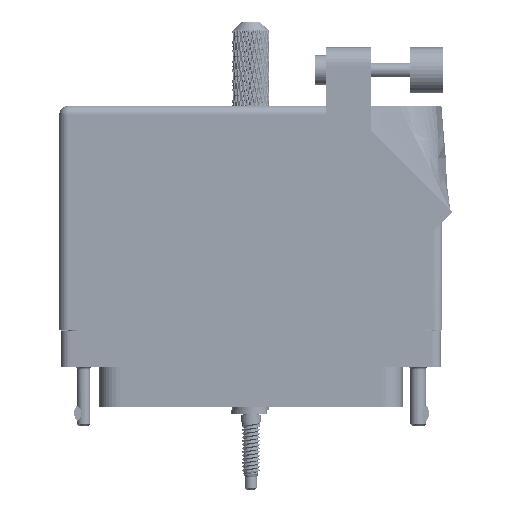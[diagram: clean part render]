
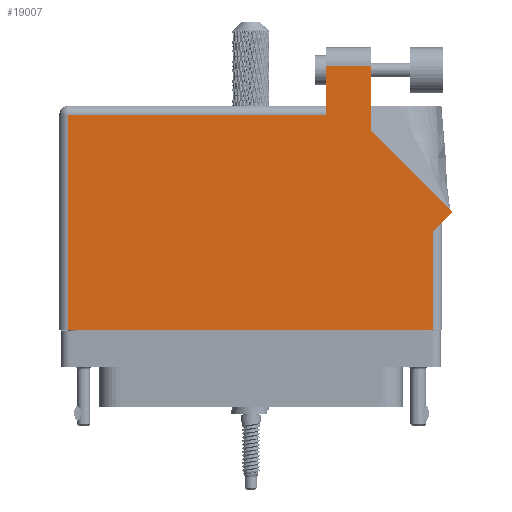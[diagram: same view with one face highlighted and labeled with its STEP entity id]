
A CAD part, front view. The second image highlights one B-rep face of the part: STEP entity #19007.
In plain terms, the highlighted face is planar.
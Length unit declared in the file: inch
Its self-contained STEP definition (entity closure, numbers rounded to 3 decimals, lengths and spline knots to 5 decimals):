
#3814 = LINE ( 'NONE', #70593, #32975 ) ;
#4294 = VECTOR ( 'NONE', #67224, 39.37008 ) ;
#4348 = EDGE_CURVE ( 'NONE', #119110, #101600, #106860, .T. ) ;
#4769 = ORIENTED_EDGE ( 'NONE', *, *, #13431, .T. ) ;
#6275 = CARTESIAN_POINT ( 'NONE',  ( -1.244, -0.1, 0.455 ) ) ;
#6819 = VERTEX_POINT ( 'NONE', #20648 ) ;
#8252 = ORIENTED_EDGE ( 'NONE', *, *, #4348, .T. ) ;
#9816 = ORIENTED_EDGE ( 'NONE', *, *, #29891, .T. ) ;
#12355 = VERTEX_POINT ( 'NONE', #27259 ) ;
#13431 = EDGE_CURVE ( 'NONE', #64897, #119110, #66289, .T. ) ;
#13487 = ORIENTED_EDGE ( 'NONE', *, *, #81907, .T. ) ;
#16844 = FACE_OUTER_BOUND ( 'NONE', #19917, .T. ) ;
#18364 = CARTESIAN_POINT ( 'NONE',  ( -1.244, 1.368, 0.455 ) ) ;
#19007 = ADVANCED_FACE ( 'NONE', ( #16844 ), #36095, .F. ) ;
#19917 = EDGE_LOOP ( 'NONE', ( #9816, #4769, #8252, #58307, #86374, #62945, #120984, #13487, #72083 ) ) ;
#20648 = CARTESIAN_POINT ( 'NONE',  ( 1.244, -0.1, 0.455 ) ) ;
#22245 = VECTOR ( 'NONE', #97676, 39.37008 ) ;
#23434 = VERTEX_POINT ( 'NONE', #106655 ) ;
#23956 = LINE ( 'NONE', #54103, #80737 ) ;
#25220 = DIRECTION ( 'NONE',  ( 0., 1., 0. ) ) ;
#26519 = DIRECTION ( 'NONE',  ( -1., 0., 0. ) ) ;
#27259 = CARTESIAN_POINT ( 'NONE',  ( 0.82, 1.26442, 0.455 ) ) ;
#29891 = EDGE_CURVE ( 'NONE', #12355, #64897, #23956, .T. ) ;
#30072 = VECTOR ( 'NONE', #57923, 39.37008 ) ;
#31585 = CARTESIAN_POINT ( 'NONE',  ( 0.513, 1.368, 0.455 ) ) ;
#31632 = VERTEX_POINT ( 'NONE', #106851 ) ;
#32975 = VECTOR ( 'NONE', #43613, 39.37008 ) ;
#33216 = LINE ( 'NONE', #53745, #76352 ) ;
#36095 = PLANE ( 'NONE',  #50704 ) ;
#39533 = CARTESIAN_POINT ( 'NONE',  ( 1.306, 0.637, 0.455 ) ) ;
#41430 = LINE ( 'NONE', #39533, #88084 ) ;
#43613 = DIRECTION ( 'NONE',  ( -0.707, 0.707, 0. ) ) ;
#47087 = VERTEX_POINT ( 'NONE', #81260 ) ;
#48953 = CARTESIAN_POINT ( 'NONE',  ( -1.306, -0.1, 0.455 ) ) ;
#50704 = AXIS2_PLACEMENT_3D ( 'NONE', #113789, #83605, #63771 ) ;
#53471 = EDGE_CURVE ( 'NONE', #31632, #12355, #3814, .T. ) ;
#53745 = CARTESIAN_POINT ( 'NONE',  ( 1.244, 0.637, 0.455 ) ) ;
#54103 = CARTESIAN_POINT ( 'NONE',  ( 0.82, 1.26442, 0.455 ) ) ;
#57923 = DIRECTION ( 'NONE',  ( -1., 0., 0. ) ) ;
#58307 = ORIENTED_EDGE ( 'NONE', *, *, #99064, .T. ) ;
#59112 = VECTOR ( 'NONE', #26519, 39.37008 ) ;
#62945 = ORIENTED_EDGE ( 'NONE', *, *, #78779, .T. ) ;
#63771 = DIRECTION ( 'NONE',  ( -1., 0., 0. ) ) ;
#64897 = VERTEX_POINT ( 'NONE', #71894 ) ;
#66289 = LINE ( 'NONE', #113188, #59112 ) ;
#67224 = DIRECTION ( 'NONE',  ( 0., -1., 0. ) ) ;
#69697 = DIRECTION ( 'NONE',  ( 0.707, 0.707, 0. ) ) ;
#70593 = CARTESIAN_POINT ( 'NONE',  ( 1.37671, 0.70771, 0.455 ) ) ;
#71894 = CARTESIAN_POINT ( 'NONE',  ( 0.82, 1.705, 0.455 ) ) ;
#72083 = ORIENTED_EDGE ( 'NONE', *, *, #53471, .T. ) ;
#74013 = EDGE_CURVE ( 'NONE', #93354, #23434, #94208, .T. ) ;
#76352 = VECTOR ( 'NONE', #112779, 39.37008 ) ;
#77793 = CARTESIAN_POINT ( 'NONE',  ( -1.306, 1.368, 0.455 ) ) ;
#78779 = EDGE_CURVE ( 'NONE', #23434, #6819, #116958, .T. ) ;
#79202 = CARTESIAN_POINT ( 'NONE',  ( 0.513, 1.705, 0.455 ) ) ;
#80737 = VECTOR ( 'NONE', #25220, 39.37008 ) ;
#81260 = CARTESIAN_POINT ( 'NONE',  ( 1.244, 0.575, 0.455 ) ) ;
#81907 = EDGE_CURVE ( 'NONE', #47087, #31632, #41430, .T. ) ;
#83605 = DIRECTION ( 'NONE',  ( 0., 0., -1. ) ) ;
#86374 = ORIENTED_EDGE ( 'NONE', *, *, #74013, .T. ) ;
#88054 = EDGE_CURVE ( 'NONE', #6819, #47087, #33216, .T. ) ;
#88084 = VECTOR ( 'NONE', #69697, 39.37008 ) ;
#88264 = VECTOR ( 'NONE', #99747, 39.37008 ) ;
#93354 = VERTEX_POINT ( 'NONE', #18364 ) ;
#94208 = LINE ( 'NONE', #6275, #4294 ) ;
#97676 = DIRECTION ( 'NONE',  ( 1., 0., 0. ) ) ;
#99064 = EDGE_CURVE ( 'NONE', #101600, #93354, #107939, .T. ) ;
#99747 = DIRECTION ( 'NONE',  ( 0., -1., 0. ) ) ;
#101600 = VERTEX_POINT ( 'NONE', #31585 ) ;
#106655 = CARTESIAN_POINT ( 'NONE',  ( -1.244, -0.1, 0.455 ) ) ;
#106851 = CARTESIAN_POINT ( 'NONE',  ( 1.37671, 0.70771, 0.455 ) ) ;
#106860 = LINE ( 'NONE', #117756, #88264 ) ;
#107939 = LINE ( 'NONE', #77793, #30072 ) ;
#112779 = DIRECTION ( 'NONE',  ( 0., 1., 0. ) ) ;
#113188 = CARTESIAN_POINT ( 'NONE',  ( 0.513, 1.705, 0.455 ) ) ;
#113789 = CARTESIAN_POINT ( 'NONE',  ( -1.306, 1.43, 0.455 ) ) ;
#116958 = LINE ( 'NONE', #48953, #22245 ) ;
#117756 = CARTESIAN_POINT ( 'NONE',  ( 0.513, 1.43, 0.455 ) ) ;
#119110 = VERTEX_POINT ( 'NONE', #79202 ) ;
#120984 = ORIENTED_EDGE ( 'NONE', *, *, #88054, .T. ) ;
